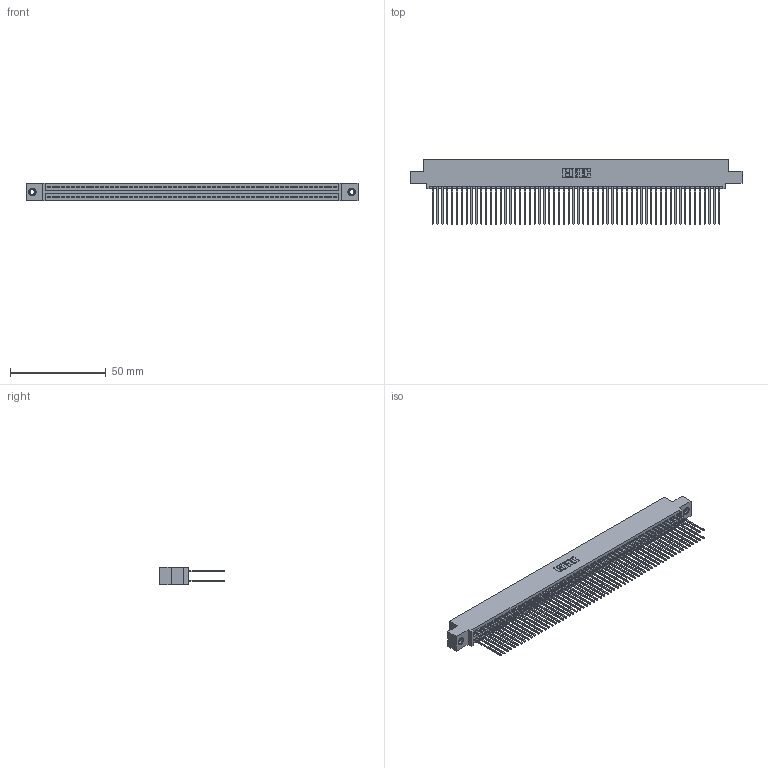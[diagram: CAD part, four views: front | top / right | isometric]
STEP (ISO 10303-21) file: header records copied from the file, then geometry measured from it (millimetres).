
FILE_DESCRIPTION (( 'STEP AP203' ), '1' );
FILE_NAME ('845-120-541-507.STEP', '2018-11-21T03:49:02', ( '' ), ( '' ), 'SwSTEP 2.0', 'SolidWorks 2016', '' );
FILE_SCHEMA (( 'CONFIG_CONTROL_DESIGN' ));
Length unit declared in the file: inch
Products named in the file (4): 845 Part_0.110 Offset - 0.156 Dia-TI; 345-292-001_345-293-141; 345-250-001_345-250-005-103; 845-120-541-507
Assembly tree (123 placements, depth 2):
  845-120-541-507
    845 Part_0.110 Offset - 0.156 Dia-TI
    345-292-001_345-293-141  x120
    345-250-001_345-250-005-103  x2
Bounding box: 173.61 x 33.96 x 9.4 mm (x, y, z)
Volume: 17633.2 mm3; surface area: 29770.5 mm2
Topology: 123 solids, 123 shells, 6190 faces, 18369 edges, 12078 vertices
Faces by surface type: plane 4076, cylinder 2098, cone 12, torus 4
Entity records: 45990 total; most frequent: CARTESIAN_POINT 7675, ORIENTED_EDGE 7602, DIRECTION 6771, EDGE_CURVE 3801, VECTOR 3409, LINE 3409, VERTEX_POINT 2528, AXIS2_PLACEMENT_3D 1681
